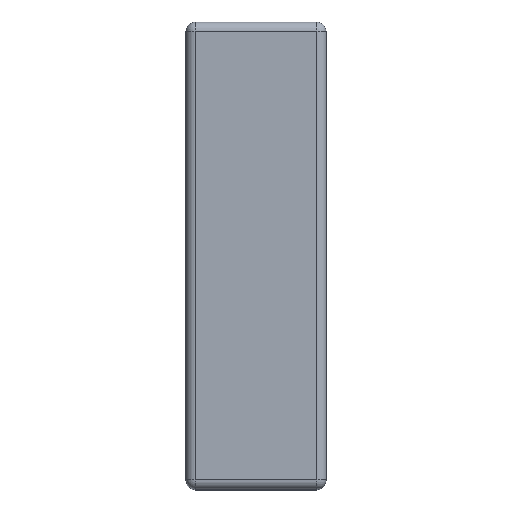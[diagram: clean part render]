
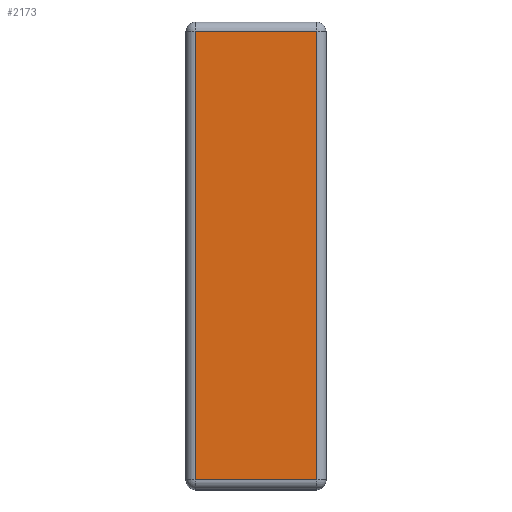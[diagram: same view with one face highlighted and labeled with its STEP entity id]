
A CAD part, top view. The second image highlights one B-rep face of the part: STEP entity #2173.
In plain terms, the highlighted planar face has unit normal (0, 0, 1).
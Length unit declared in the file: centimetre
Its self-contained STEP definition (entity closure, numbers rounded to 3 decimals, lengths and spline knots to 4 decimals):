
#340=VECTOR('',#3331,1.);
#341=VECTOR('',#3334,1.);
#342=VECTOR('',#3337,1.);
#343=VECTOR('',#3340,1.);
#606=LINE('',#2894,#340);
#607=LINE('',#2896,#341);
#608=LINE('',#2898,#342);
#609=LINE('',#2900,#343);
#707=PLANE('',#2309);
#898=VERTEX_POINT('',#2855);
#902=VERTEX_POINT('',#2870);
#905=VERTEX_POINT('',#2882);
#907=VERTEX_POINT('',#2891);
#1214=EDGE_CURVE('',#907,#898,#606,.T.);
#1215=EDGE_CURVE('',#898,#902,#607,.T.);
#1216=EDGE_CURVE('',#902,#905,#608,.T.);
#1217=EDGE_CURVE('',#905,#907,#609,.T.);
#1790=ORIENTED_EDGE('',*,*,#1214,.F.);
#1791=ORIENTED_EDGE('',*,*,#1217,.F.);
#1792=ORIENTED_EDGE('',*,*,#1216,.F.);
#1793=ORIENTED_EDGE('',*,*,#1215,.F.);
#1925=EDGE_LOOP('',(#1790,#1791,#1792,#1793));
#2057=FACE_BOUND('',#1925,.T.);
#2173=ADVANCED_FACE('',(#2057),#707,.T.);
#2309=AXIS2_PLACEMENT_3D('',#2901,#3341,$);
#2855=CARTESIAN_POINT('',(0.13,0.48,0.85));
#2870=CARTESIAN_POINT('',(0.13,-0.48,0.85));
#2882=CARTESIAN_POINT('',(-0.13,-0.48,0.85));
#2891=CARTESIAN_POINT('',(-0.13,0.48,0.85));
#2894=CARTESIAN_POINT('',(0.,0.48,0.85));
#2896=CARTESIAN_POINT('',(0.13,0.,0.85));
#2898=CARTESIAN_POINT('',(0.,-0.48,0.85));
#2900=CARTESIAN_POINT('',(-0.13,0.,0.85));
#2901=CARTESIAN_POINT('',(0.,0.,0.85));
#3331=DIRECTION('',(1.,0.,0.));
#3334=DIRECTION('',(0.,-1.,0.));
#3337=DIRECTION('',(-1.,0.,0.));
#3340=DIRECTION('',(0.,1.,0.));
#3341=DIRECTION('',(0.,0.,1.));
